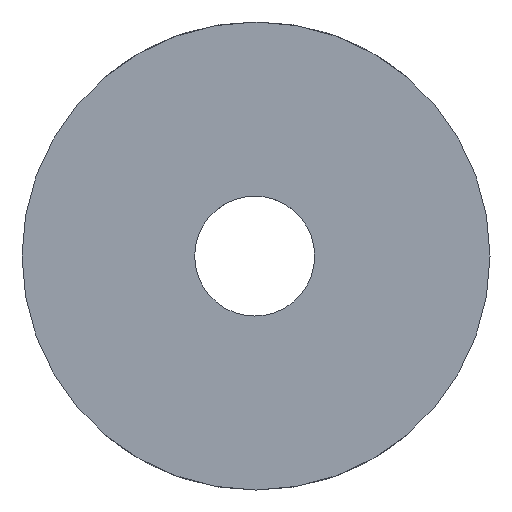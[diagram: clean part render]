
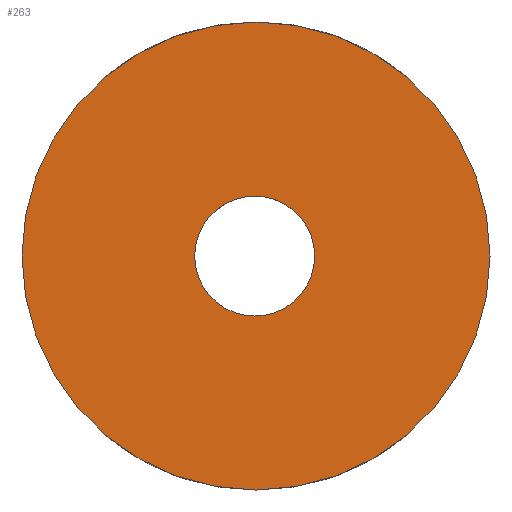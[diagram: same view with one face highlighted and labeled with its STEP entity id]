
A CAD part, left-side view. The second image highlights one B-rep face of the part: STEP entity #263.
In plain terms, the highlighted planar face has unit normal (-1, 0, 0).
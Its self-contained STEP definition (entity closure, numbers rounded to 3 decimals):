
#21=FACE_BOUND('',#85,.T.);
#39=CIRCLE('',#304,6.5);
#40=CIRCLE('',#306,1.666);
#49=PLANE('',#309);
#64=FACE_OUTER_BOUND('',#84,.T.);
#84=EDGE_LOOP('',(#243));
#85=EDGE_LOOP('',(#244));
#137=VERTEX_POINT('',#548);
#138=VERTEX_POINT('',#552);
#171=EDGE_CURVE('',#137,#137,#39,.T.);
#172=EDGE_CURVE('',#138,#138,#40,.T.);
#243=ORIENTED_EDGE('',*,*,#171,.F.);
#244=ORIENTED_EDGE('',*,*,#172,.T.);
#263=ADVANCED_FACE('',(#64,#21),#49,.T.);
#304=AXIS2_PLACEMENT_3D('',#550,#376,#377);
#306=AXIS2_PLACEMENT_3D('',#553,#380,#381);
#309=AXIS2_PLACEMENT_3D('',#558,#387,#388);
#376=DIRECTION('center_axis',(1.,0.,0.));
#377=DIRECTION('ref_axis',(0.,0.,-1.));
#380=DIRECTION('center_axis',(1.,0.,0.));
#381=DIRECTION('ref_axis',(0.,-1.,0.));
#387=DIRECTION('center_axis',(-1.,0.,0.));
#388=DIRECTION('ref_axis',(0.,0.,1.));
#548=CARTESIAN_POINT('',(-25.,-6.5,0.));
#550=CARTESIAN_POINT('Origin',(-25.,0.,0.));
#552=CARTESIAN_POINT('',(-25.,1.703,-0.003));
#553=CARTESIAN_POINT('Origin',(-25.,0.037,-0.003));
#558=CARTESIAN_POINT('Origin',(-25.,6.5,0.));
